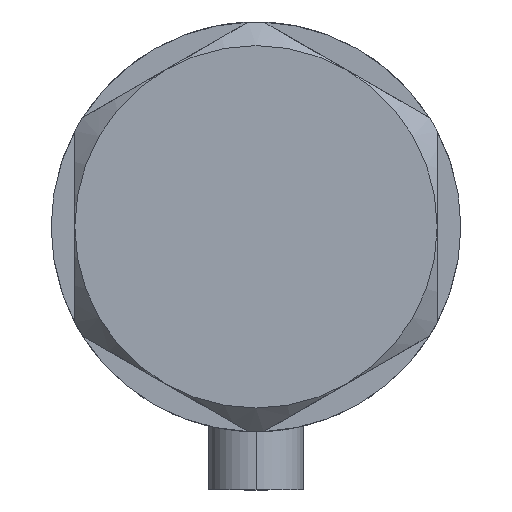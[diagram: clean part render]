
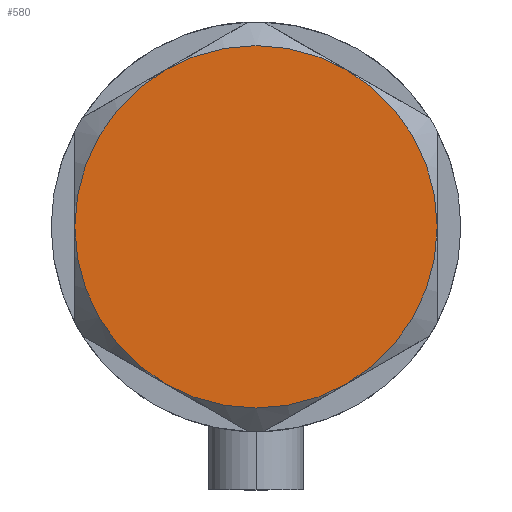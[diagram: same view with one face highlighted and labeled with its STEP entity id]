
A CAD part, left-side view. The second image highlights one B-rep face of the part: STEP entity #580.
In plain terms, the highlighted face is planar.
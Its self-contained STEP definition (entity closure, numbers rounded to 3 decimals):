
#79 = PLANE ( 'NONE',  #157 ) ;
#97 = AXIS2_PLACEMENT_3D ( 'NONE', #4412, #1094, #4021 ) ;
#157 = AXIS2_PLACEMENT_3D ( 'NONE', #3526, #2337, #4237 ) ;
#251 = VERTEX_POINT ( 'NONE', #804 ) ;
#397 = DIRECTION ( 'NONE',  ( 0., 0., 1. ) ) ;
#580 = ADVANCED_FACE ( 'NONE', ( #3946 ), #79, .T. ) ;
#611 = DIRECTION ( 'NONE',  ( 0., 0., 1. ) ) ;
#637 = CIRCLE ( 'NONE', #1184, 23. ) ;
#659 = CARTESIAN_POINT ( 'NONE',  ( 0., 0., 9. ) ) ;
#804 = CARTESIAN_POINT ( 'NONE',  ( 23., 0., 9. ) ) ;
#856 = AXIS2_PLACEMENT_3D ( 'NONE', #1322, #611, #3530 ) ;
#991 = EDGE_CURVE ( 'NONE', #2325, #3403, #4271, .T. ) ;
#1014 = CARTESIAN_POINT ( 'NONE',  ( 11.5, 19.919, 9. ) ) ;
#1094 = DIRECTION ( 'NONE',  ( 0., 0., 1. ) ) ;
#1184 = AXIS2_PLACEMENT_3D ( 'NONE', #659, #2157, #3671 ) ;
#1196 = DIRECTION ( 'NONE',  ( 1., 0., 0. ) ) ;
#1242 = CARTESIAN_POINT ( 'NONE',  ( -23., 0., 9. ) ) ;
#1322 = CARTESIAN_POINT ( 'NONE',  ( 0., 0., 9. ) ) ;
#1334 = CARTESIAN_POINT ( 'NONE',  ( 0., 0., 9. ) ) ;
#1525 = CARTESIAN_POINT ( 'NONE',  ( 11.5, -19.919, 9. ) ) ;
#1734 = EDGE_LOOP ( 'NONE', ( #3247, #4118, #3010, #2071, #3189, #4439 ) ) ;
#1791 = CARTESIAN_POINT ( 'NONE',  ( 0., 0., 9. ) ) ;
#1899 = CIRCLE ( 'NONE', #856, 23. ) ;
#1994 = CARTESIAN_POINT ( 'NONE',  ( -11.5, 19.919, 9. ) ) ;
#2071 = ORIENTED_EDGE ( 'NONE', *, *, #3986, .T. ) ;
#2157 = DIRECTION ( 'NONE',  ( 0., 0., 1. ) ) ;
#2192 = DIRECTION ( 'NONE',  ( 1., 0., 0. ) ) ;
#2237 = EDGE_CURVE ( 'NONE', #4581, #4110, #2529, .T. ) ;
#2305 = AXIS2_PLACEMENT_3D ( 'NONE', #1334, #397, #2343 ) ;
#2325 = VERTEX_POINT ( 'NONE', #1014 ) ;
#2337 = DIRECTION ( 'NONE',  ( 0., 0., 1. ) ) ;
#2343 = DIRECTION ( 'NONE',  ( 1., 0., 0. ) ) ;
#2529 = CIRCLE ( 'NONE', #97, 23. ) ;
#2572 = CARTESIAN_POINT ( 'NONE',  ( 0., 0., 9. ) ) ;
#3010 = ORIENTED_EDGE ( 'NONE', *, *, #991, .T. ) ;
#3013 = AXIS2_PLACEMENT_3D ( 'NONE', #2572, #4083, #2192 ) ;
#3029 = VERTEX_POINT ( 'NONE', #1242 ) ;
#3189 = ORIENTED_EDGE ( 'NONE', *, *, #3992, .T. ) ;
#3247 = ORIENTED_EDGE ( 'NONE', *, *, #4864, .T. ) ;
#3296 = DIRECTION ( 'NONE',  ( 0., 0., 1. ) ) ;
#3403 = VERTEX_POINT ( 'NONE', #1994 ) ;
#3526 = CARTESIAN_POINT ( 'NONE',  ( 0., 0., 9. ) ) ;
#3530 = DIRECTION ( 'NONE',  ( 1., 0., 0. ) ) ;
#3572 = EDGE_CURVE ( 'NONE', #251, #2325, #1899, .T. ) ;
#3671 = DIRECTION ( 'NONE',  ( 1., 0., 0. ) ) ;
#3946 = FACE_OUTER_BOUND ( 'NONE', #1734, .T. ) ;
#3948 = CARTESIAN_POINT ( 'NONE',  ( -11.5, -19.919, 9. ) ) ;
#3950 = CIRCLE ( 'NONE', #4342, 23. ) ;
#3986 = EDGE_CURVE ( 'NONE', #3403, #3029, #637, .T. ) ;
#3992 = EDGE_CURVE ( 'NONE', #3029, #4581, #3950, .T. ) ;
#4021 = DIRECTION ( 'NONE',  ( 1., 0., 0. ) ) ;
#4044 = CIRCLE ( 'NONE', #3013, 23. ) ;
#4083 = DIRECTION ( 'NONE',  ( 0., 0., 1. ) ) ;
#4110 = VERTEX_POINT ( 'NONE', #1525 ) ;
#4118 = ORIENTED_EDGE ( 'NONE', *, *, #3572, .T. ) ;
#4237 = DIRECTION ( 'NONE',  ( 1., 0., 0. ) ) ;
#4271 = CIRCLE ( 'NONE', #2305, 23. ) ;
#4342 = AXIS2_PLACEMENT_3D ( 'NONE', #1791, #3296, #1196 ) ;
#4412 = CARTESIAN_POINT ( 'NONE',  ( 0., 0., 9. ) ) ;
#4439 = ORIENTED_EDGE ( 'NONE', *, *, #2237, .T. ) ;
#4581 = VERTEX_POINT ( 'NONE', #3948 ) ;
#4864 = EDGE_CURVE ( 'NONE', #4110, #251, #4044, .T. ) ;
